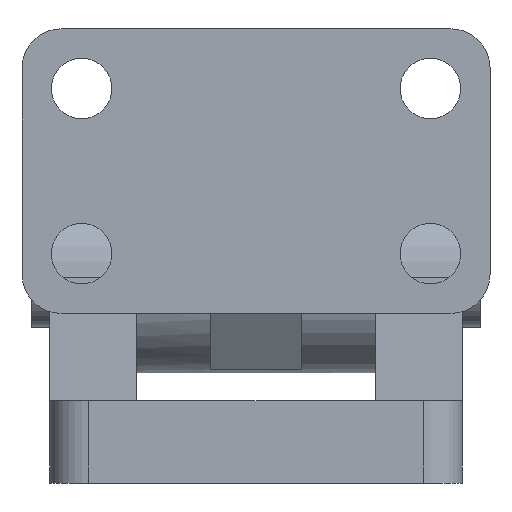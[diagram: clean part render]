
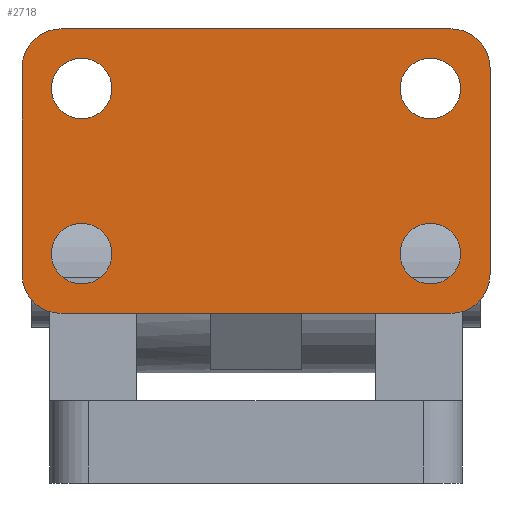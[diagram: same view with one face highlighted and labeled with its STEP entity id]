
A CAD part, left-side view. The second image highlights one B-rep face of the part: STEP entity #2718.
In plain terms, the highlighted face is planar.
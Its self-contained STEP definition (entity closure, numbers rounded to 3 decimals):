
#2043=CARTESIAN_POINT('',(-15.5,21.25,0.0));
#2044=VERTEX_POINT('',#2043);
#2051=CARTESIAN_POINT('',(-15.5,-21.25,0.0));
#2052=VERTEX_POINT('',#2051);
#2053=CARTESIAN_POINT('',(-15.5,-21.25,0.0));
#2054=DIRECTION('',(0.0,1.0,0.0));
#2055=VECTOR('',#2054,42.5);
#2056=LINE('',#2053,#2055);
#2057=EDGE_CURVE('',#2052,#2044,#2056,.T.);
#2074=CARTESIAN_POINT('',(-11.25,25.5,0.0));
#2075=VERTEX_POINT('',#2074);
#2082=CARTESIAN_POINT('',(-11.25,21.25,0.0));
#2083=DIRECTION('',(0.0,0.0,1.0));
#2084=DIRECTION('',(-0.707,0.707,0.0));
#2085=AXIS2_PLACEMENT_3D('',#2082,#2083,#2084);
#2086=CIRCLE('',#2085,4.25);
#2087=EDGE_CURVE('',#2075,#2044,#2086,.T.);
#2134=CARTESIAN_POINT('',(11.25,-25.5,0.0));
#2135=VERTEX_POINT('',#2134);
#2142=CARTESIAN_POINT('',(15.5,-21.25,0.0));
#2143=VERTEX_POINT('',#2142);
#2144=CARTESIAN_POINT('',(11.25,-21.25,0.0));
#2145=DIRECTION('',(0.0,0.0,1.0));
#2146=DIRECTION('',(0.707,-0.707,0.0));
#2147=AXIS2_PLACEMENT_3D('',#2144,#2145,#2146);
#2148=CIRCLE('',#2147,4.25);
#2149=EDGE_CURVE('',#2135,#2143,#2148,.T.);
#2215=CARTESIAN_POINT('',(-11.25,-25.5,0.0));
#2216=VERTEX_POINT('',#2215);
#2223=CARTESIAN_POINT('',(11.25,-25.5,0.0));
#2224=DIRECTION('',(-1.0,0.0,0.0));
#2225=VECTOR('',#2224,22.5);
#2226=LINE('',#2223,#2225);
#2227=EDGE_CURVE('',#2135,#2216,#2226,.T.);
#2251=CARTESIAN_POINT('',(11.25,25.5,0.0));
#2252=VERTEX_POINT('',#2251);
#2259=CARTESIAN_POINT('',(-11.25,25.5,0.0));
#2260=DIRECTION('',(1.0,0.0,0.0));
#2261=VECTOR('',#2260,22.5);
#2262=LINE('',#2259,#2261);
#2263=EDGE_CURVE('',#2075,#2252,#2262,.T.);
#2306=CARTESIAN_POINT('',(15.5,21.25,0.0));
#2307=VERTEX_POINT('',#2306);
#2314=CARTESIAN_POINT('',(11.25,21.25,0.0));
#2315=DIRECTION('',(0.0,0.0,1.));
#2316=DIRECTION('',(0.707,0.707,0.0));
#2317=AXIS2_PLACEMENT_3D('',#2314,#2315,#2316);
#2318=CIRCLE('',#2317,4.25);
#2319=EDGE_CURVE('',#2307,#2252,#2318,.T.);
#2332=CARTESIAN_POINT('',(-11.25,-21.25,0.0));
#2333=DIRECTION('',(0.0,0.0,1.));
#2334=DIRECTION('',(-0.707,-0.707,0.0));
#2335=AXIS2_PLACEMENT_3D('',#2332,#2333,#2334);
#2336=CIRCLE('',#2335,4.25);
#2337=EDGE_CURVE('',#2052,#2216,#2336,.T.);
#2533=CARTESIAN_POINT('',(-12.3,-19.0,0.0));
#2534=VERTEX_POINT('',#2533);
#2535=CARTESIAN_POINT('',(-9.0,-19.0,0.0));
#2536=DIRECTION('',(0.0,0.0,1.0));
#2537=DIRECTION('',(1.0,0.0,0.0));
#2538=AXIS2_PLACEMENT_3D('',#2535,#2536,#2537);
#2539=CIRCLE('',#2538,3.3);
#2540=EDGE_CURVE('',#2534,#2534,#2539,.T.);
#2574=CARTESIAN_POINT('',(5.7,19.,0.0));
#2575=VERTEX_POINT('',#2574);
#2576=CARTESIAN_POINT('',(9.,19.,0.0));
#2577=DIRECTION('',(0.0,0.0,1.0));
#2578=DIRECTION('',(1.0,0.0,0.0));
#2579=AXIS2_PLACEMENT_3D('',#2576,#2577,#2578);
#2580=CIRCLE('',#2579,3.3);
#2581=EDGE_CURVE('',#2575,#2575,#2580,.T.);
#2615=CARTESIAN_POINT('',(5.7,-19.0,0.0));
#2616=VERTEX_POINT('',#2615);
#2617=CARTESIAN_POINT('',(9.,-19.0,0.0));
#2618=DIRECTION('',(0.0,0.0,1.0));
#2619=DIRECTION('',(1.0,0.0,0.0));
#2620=AXIS2_PLACEMENT_3D('',#2617,#2618,#2619);
#2621=CIRCLE('',#2620,3.3);
#2622=EDGE_CURVE('',#2616,#2616,#2621,.T.);
#2656=CARTESIAN_POINT('',(-12.3,19.,0.0));
#2657=VERTEX_POINT('',#2656);
#2658=CARTESIAN_POINT('',(-9.0,19.,0.0));
#2659=DIRECTION('',(0.0,0.0,1.0));
#2660=DIRECTION('',(1.0,0.0,0.0));
#2661=AXIS2_PLACEMENT_3D('',#2658,#2659,#2660);
#2662=CIRCLE('',#2661,3.3);
#2663=EDGE_CURVE('',#2657,#2657,#2662,.T.);
#2680=CARTESIAN_POINT('',(15.5,21.25,0.0));
#2681=DIRECTION('',(0.0,-1.0,0.0));
#2682=VECTOR('',#2681,42.5);
#2683=LINE('',#2680,#2682);
#2684=EDGE_CURVE('',#2307,#2143,#2683,.T.);
#2691=CARTESIAN_POINT('',(0.0,0.,0.0));
#2692=DIRECTION('',(0.0,0.0,1.0));
#2693=DIRECTION('',(1.0,0.0,0.0));
#2694=AXIS2_PLACEMENT_3D('',#2691,#2692,#2693);
#2695=PLANE('',#2694);
#2696=ORIENTED_EDGE('',*,*,#2149,.F.);
#2697=ORIENTED_EDGE('',*,*,#2227,.T.);
#2698=ORIENTED_EDGE('',*,*,#2337,.F.);
#2699=ORIENTED_EDGE('',*,*,#2057,.T.);
#2700=ORIENTED_EDGE('',*,*,#2087,.F.);
#2701=ORIENTED_EDGE('',*,*,#2263,.T.);
#2702=ORIENTED_EDGE('',*,*,#2319,.F.);
#2703=ORIENTED_EDGE('',*,*,#2684,.T.);
#2704=EDGE_LOOP('',(#2696,#2697,#2698,#2699,#2700,#2701,#2702,#2703));
#2705=FACE_OUTER_BOUND('',#2704,.T.);
#2706=ORIENTED_EDGE('',*,*,#2540,.T.);
#2707=EDGE_LOOP('',(#2706));
#2708=FACE_BOUND('',#2707,.T.);
#2709=ORIENTED_EDGE('',*,*,#2581,.T.);
#2710=EDGE_LOOP('',(#2709));
#2711=FACE_BOUND('',#2710,.T.);
#2712=ORIENTED_EDGE('',*,*,#2622,.T.);
#2713=EDGE_LOOP('',(#2712));
#2714=FACE_BOUND('',#2713,.T.);
#2715=ORIENTED_EDGE('',*,*,#2663,.T.);
#2716=EDGE_LOOP('',(#2715));
#2717=FACE_BOUND('',#2716,.T.);
#2718=ADVANCED_FACE('',(#2705,#2708,#2711,#2714,#2717),#2695,.F.);
